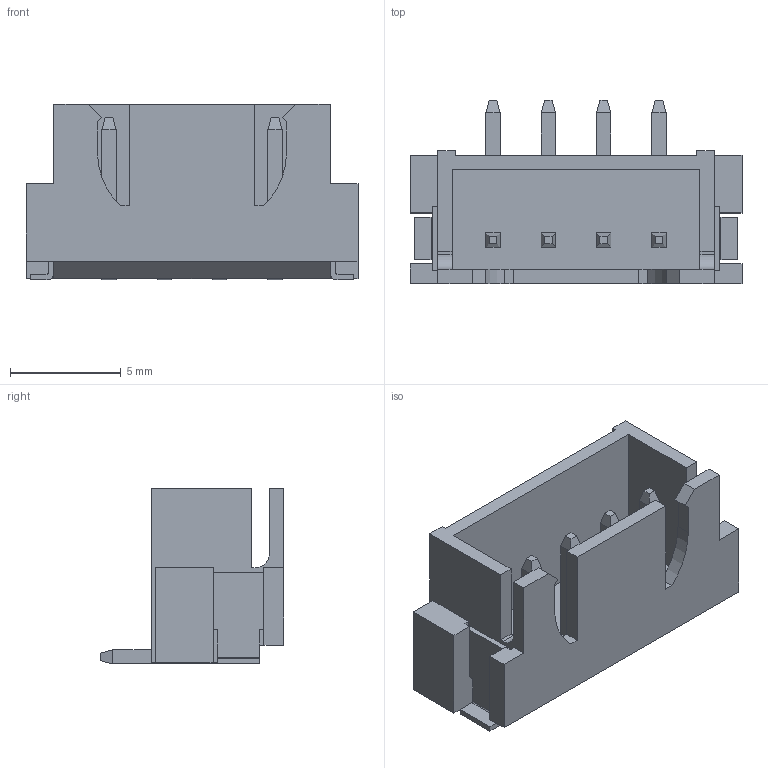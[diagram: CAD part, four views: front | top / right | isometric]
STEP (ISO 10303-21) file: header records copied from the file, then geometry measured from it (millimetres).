
FILE_DESCRIPTION (( 'STEP AP214' ), '1' );
FILE_NAME ('CONN-SMD_4P-P2.50_SHOU_2.54-4PLT.step', '2022-07-29T13:55:20', ( '' ), ( '' ), 'SwSTEP 2.0', 'SolidWorks 2020', '' );
FILE_SCHEMA (( 'AUTOMOTIVE_DESIGN' ));
Length unit declared in the file: millimetre
Products named in the file (1): CONN-SMD_4P-P2.50_SHOU_2.54-4PLT
Bounding box: 15 x 8.3 x 7.95 mm (x, y, z)
Volume: 299.2 mm3; surface area: 803.4 mm2
Topology: 16 solids, 16 shells, 458 faces, 1213 edges, 798 vertices
Faces by surface type: plane 334, bspline 112, cylinder 12
Entity records: 19781 total; most frequent: CARTESIAN_POINT 4574, ORIENTED_EDGE 2426, DIRECTION 1703, EDGE_CURVE 1213, LINE 961, VECTOR 961, VERTEX_POINT 798, EDGE_LOOP 481
